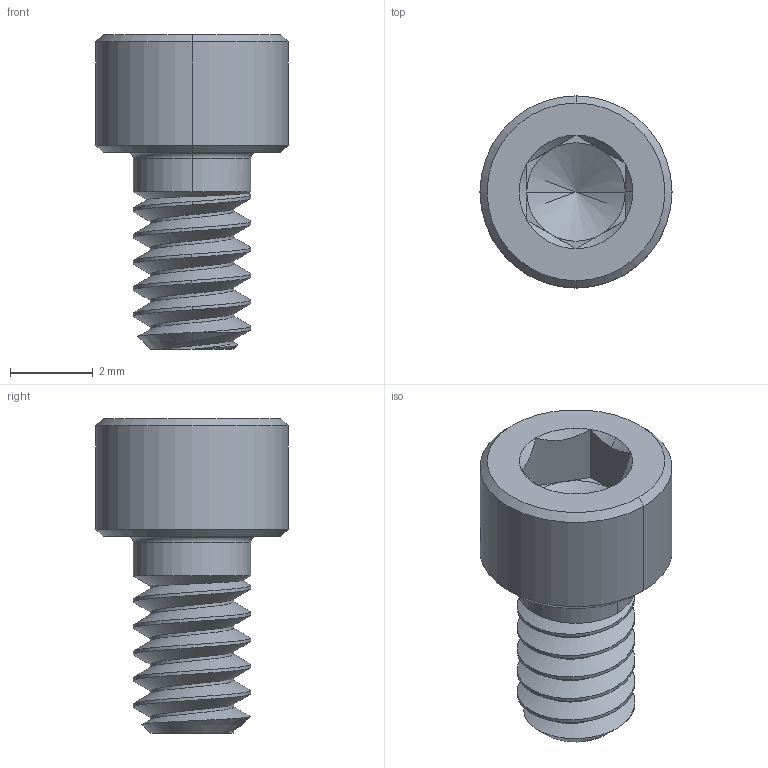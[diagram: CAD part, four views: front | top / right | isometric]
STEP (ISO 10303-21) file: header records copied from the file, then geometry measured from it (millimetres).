
FILE_DESCRIPTION (( 'STEP AP203' ), '1' );
FILE_NAME ('93465A103_Brass Socket Head Screw.STEP', '2023-01-16T21:19:05', ( 'Administrator' ), ( 'Managed by Terraform' ), 'SwSTEP 2.0', 'SolidWorks 2017', '' );
FILE_SCHEMA (( 'CONFIG_CONTROL_DESIGN' ));
Length unit declared in the file: inch
Products named in the file (1): 93465A103_Brass Socket Head Screw
Bounding box: 4.65 x 4.65 x 7.61 mm (x, y, z)
Volume: 63.7 mm3; surface area: 139.7 mm2
Topology: 1 solids, 1 shells, 52 faces, 117 edges, 67 vertices
Faces by surface type: cone 18, plane 15, cylinder 14, bspline 3, torus 2
Entity records: 2348 total; most frequent: CARTESIAN_POINT 1220, ORIENTED_EDGE 230, DIRECTION 208, EDGE_CURVE 115, AXIS2_PLACEMENT_3D 83, VERTEX_POINT 67, EDGE_LOOP 54, ADVANCED_FACE 52
